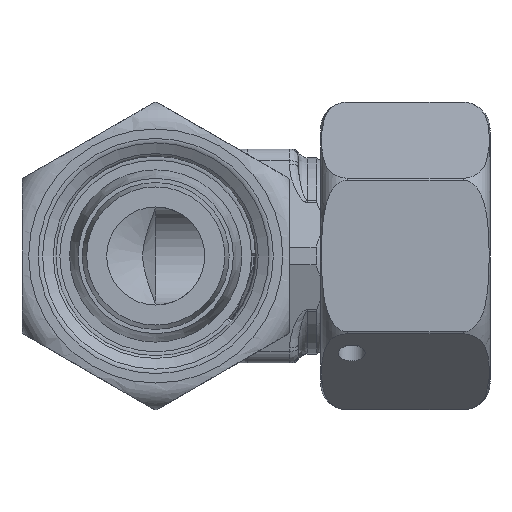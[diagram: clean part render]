
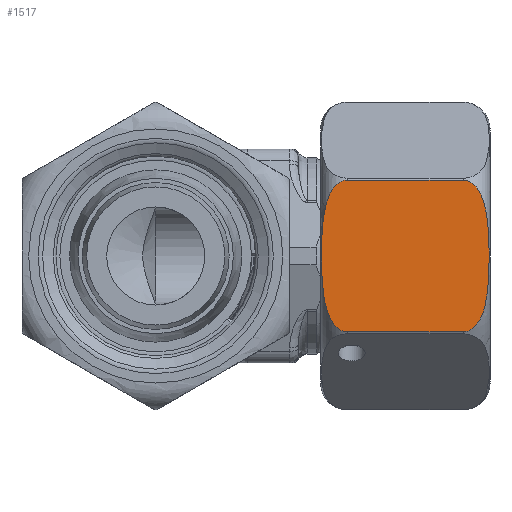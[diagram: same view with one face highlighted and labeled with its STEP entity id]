
A CAD part, front view. The second image highlights one B-rep face of the part: STEP entity #1517.
In plain terms, the highlighted planar face has unit normal (0, -1, 0).
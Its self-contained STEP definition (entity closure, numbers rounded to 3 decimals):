
#1008=FACE_OUTER_BOUND('',#3595,.T.);
#1517=ADVANCED_FACE('',(#1008),#1861,.F.);
#1861=PLANE('',#9802);
#2272=LINE('',#16904,#2705);
#2274=LINE('',#16910,#2707);
#2705=VECTOR('',#11151,1.);
#2707=VECTOR('',#11157,1.);
#3595=EDGE_LOOP('',(#5514,#5515,#5516,#5517));
#5514=ORIENTED_EDGE('',*,*,#8219,.T.);
#5515=ORIENTED_EDGE('',*,*,#8204,.T.);
#5516=ORIENTED_EDGE('',*,*,#8216,.T.);
#5517=ORIENTED_EDGE('',*,*,#8234,.T.);
#7081=VERTEX_POINT('',#16813);
#7082=VERTEX_POINT('',#16814);
#7093=VERTEX_POINT('',#16905);
#7095=VERTEX_POINT('',#16911);
#8204=EDGE_CURVE('',#7081,#7082,#9107,.T.);
#8216=EDGE_CURVE('',#7082,#7093,#2272,.T.);
#8219=EDGE_CURVE('',#7095,#7081,#2274,.T.);
#8234=EDGE_CURVE('',#7093,#7095,#9113,.T.);
#9107=B_SPLINE_CURVE_WITH_KNOTS('',3,(#16797,#16798,#16799,#16800,#16801,
#16802,#16803,#16804,#16805,#16806,#16807,#16808,#16809,#16810,#16811,#16812),
 .UNSPECIFIED.,.F.,.F.,(4,2,2,2,2,2,2,4),(0.,0.125,0.25,0.5,0.75,0.875,
0.938,1.),.UNSPECIFIED.);
#9113=B_SPLINE_CURVE_WITH_KNOTS('',3,(#16940,#16941,#16942,#16943,#16944,
#16945,#16946,#16947,#16948,#16949,#16950,#16951,#16952,#16953,#16954,#16955),
 .UNSPECIFIED.,.F.,.F.,(4,2,2,2,2,2,2,4),(0.,0.125,0.25,0.5,0.75,0.875,
0.938,1.),.UNSPECIFIED.);
#9802=AXIS2_PLACEMENT_3D('',#17080,#11235,#11236);
#11151=DIRECTION('',(1.,0.,0.));
#11157=DIRECTION('',(-1.,0.,0.));
#11235=DIRECTION('',(0.,1.,0.));
#11236=DIRECTION('',(0.,0.,1.));
#16797=CARTESIAN_POINT('',(3.,-15.,8.518));
#16798=CARTESIAN_POINT('',(2.18,-15.,8.518));
#16799=CARTESIAN_POINT('',(1.523,-15.,7.827));
#16800=CARTESIAN_POINT('',(0.751,-15.,6.401));
#16801=CARTESIAN_POINT('',(0.543,-15.,5.603));
#16802=CARTESIAN_POINT('',(0.124,-15.,3.227));
#16803=CARTESIAN_POINT('',(0.095,-15.,1.586));
#16804=CARTESIAN_POINT('',(0.096,-15.,-1.629));
#16805=CARTESIAN_POINT('',(0.124,-15.,-3.233));
#16806=CARTESIAN_POINT('',(0.544,-15.,-5.603));
#16807=CARTESIAN_POINT('',(0.752,-15.,-6.405));
#16808=CARTESIAN_POINT('',(1.335,-15.,-7.479));
#16809=CARTESIAN_POINT('',(1.576,-15.,-7.814));
#16810=CARTESIAN_POINT('',(2.199,-15.,-8.339));
#16811=CARTESIAN_POINT('',(2.593,-15.,-8.518));
#16812=CARTESIAN_POINT('',(3.,-15.,-8.518));
#16813=CARTESIAN_POINT('',(3.,-15.,8.518));
#16814=CARTESIAN_POINT('',(3.,-15.,-8.518));
#16904=CARTESIAN_POINT('',(0.,-15.,-8.518));
#16905=CARTESIAN_POINT('',(16.,-15.,-8.518));
#16910=CARTESIAN_POINT('',(0.,-15.,8.518));
#16911=CARTESIAN_POINT('',(16.,-15.,8.518));
#16940=CARTESIAN_POINT('',(16.,-15.,-8.518));
#16941=CARTESIAN_POINT('',(16.82,-15.,-8.518));
#16942=CARTESIAN_POINT('',(17.477,-15.,-7.827));
#16943=CARTESIAN_POINT('',(18.249,-15.,-6.401));
#16944=CARTESIAN_POINT('',(18.457,-15.,-5.603));
#16945=CARTESIAN_POINT('',(18.876,-15.,-3.227));
#16946=CARTESIAN_POINT('',(18.905,-15.,-1.586));
#16947=CARTESIAN_POINT('',(18.904,-15.,1.629));
#16948=CARTESIAN_POINT('',(18.876,-15.,3.233));
#16949=CARTESIAN_POINT('',(18.456,-15.,5.603));
#16950=CARTESIAN_POINT('',(18.248,-15.,6.405));
#16951=CARTESIAN_POINT('',(17.665,-15.,7.479));
#16952=CARTESIAN_POINT('',(17.424,-15.,7.814));
#16953=CARTESIAN_POINT('',(16.801,-15.,8.339));
#16954=CARTESIAN_POINT('',(16.407,-15.,8.518));
#16955=CARTESIAN_POINT('',(16.,-15.,8.518));
#17080=CARTESIAN_POINT('',(25.,-15.,8.66));
